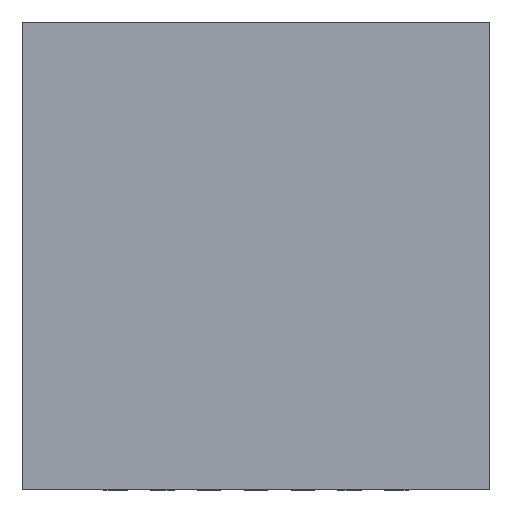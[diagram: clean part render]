
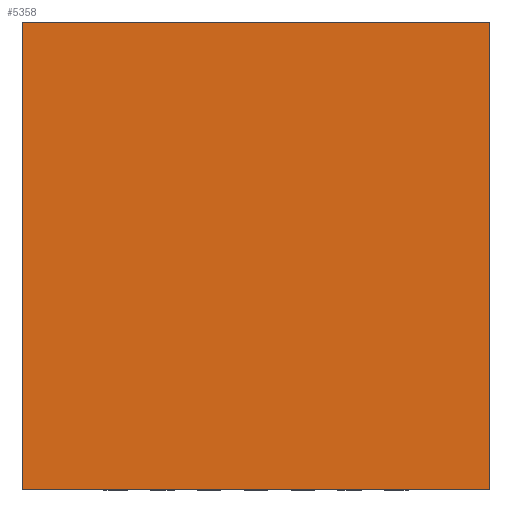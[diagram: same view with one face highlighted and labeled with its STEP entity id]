
A CAD part, top view. The second image highlights one B-rep face of the part: STEP entity #5358.
In plain terms, the highlighted face is planar.
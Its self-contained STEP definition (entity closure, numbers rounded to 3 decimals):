
#2430=DIRECTION('',(0.,0.,1.));
#2431=VECTOR('',#2430,5.);
#2432=CARTESIAN_POINT('',(-2.5,0.775,-2.5));
#2433=LINE('',#2432,#2431);
#2437=DIRECTION('',(-1.,0.,0.));
#2438=VECTOR('',#2437,5.);
#2439=CARTESIAN_POINT('',(2.5,0.775,-2.5));
#2440=LINE('',#2439,#2438);
#2444=DIRECTION('',(0.,0.,-1.));
#2445=VECTOR('',#2444,5.);
#2446=CARTESIAN_POINT('',(2.5,0.775,2.5));
#2447=LINE('',#2446,#2445);
#2451=DIRECTION('',(1.,0.,0.));
#2452=VECTOR('',#2451,5.);
#2453=CARTESIAN_POINT('',(-2.5,0.775,2.5));
#2454=LINE('',#2453,#2452);
#3158=CARTESIAN_POINT('',(-2.5,0.775,-2.5));
#3159=CARTESIAN_POINT('',(-2.5,0.775,2.5));
#3160=VERTEX_POINT('',#3158);
#3161=VERTEX_POINT('',#3159);
#3162=CARTESIAN_POINT('',(2.5,0.775,2.5));
#3163=VERTEX_POINT('',#3162);
#3164=CARTESIAN_POINT('',(2.5,0.775,-2.5));
#3165=VERTEX_POINT('',#3164);
#5347=CARTESIAN_POINT('',(0.,0.775,0.));
#5348=DIRECTION('',(0.,1.,0.));
#5349=DIRECTION('',(1.,0.,0.));
#5350=AXIS2_PLACEMENT_3D('',#5347,#5348,#5349);
#5351=PLANE('',#5350);
#5352=ORIENTED_EDGE('',*,*,#5223,.F.);
#5353=ORIENTED_EDGE('',*,*,#4236,.F.);
#5354=ORIENTED_EDGE('',*,*,#4678,.F.);
#5355=ORIENTED_EDGE('',*,*,#5088,.F.);
#5356=EDGE_LOOP('',(#5352,#5353,#5354,#5355));
#5357=FACE_OUTER_BOUND('',#5356,.F.);
#4236=EDGE_CURVE('',#3165,#3160,#2440,.T.);
#4678=EDGE_CURVE('',#3163,#3165,#2447,.T.);
#5088=EDGE_CURVE('',#3161,#3163,#2454,.T.);
#5223=EDGE_CURVE('',#3160,#3161,#2433,.T.);
#5358=ADVANCED_FACE('',(#5357),#5351,.T.);
